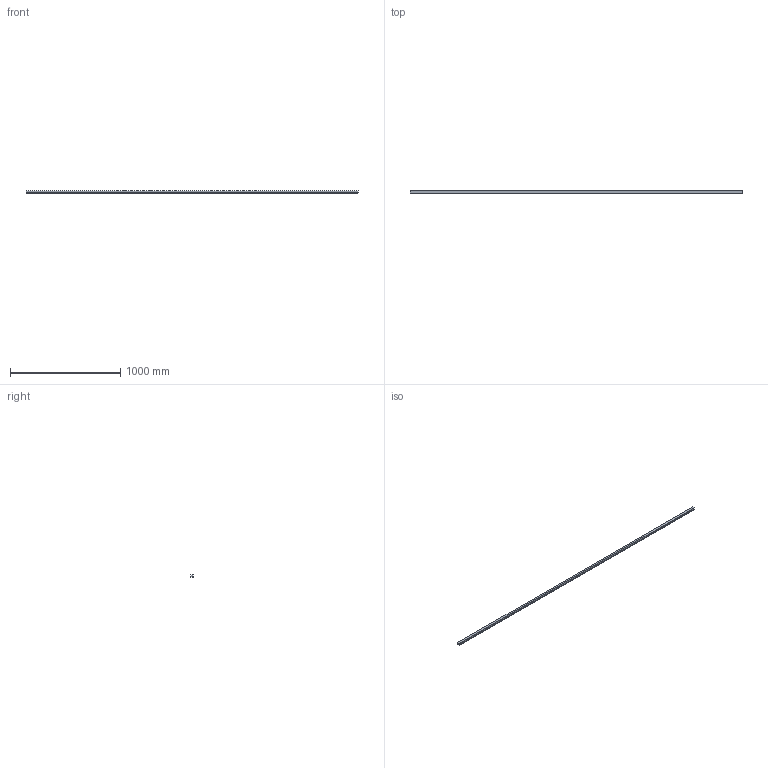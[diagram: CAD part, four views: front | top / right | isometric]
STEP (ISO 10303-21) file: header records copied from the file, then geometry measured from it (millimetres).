
FILE_DESCRIPTION(('STEP AP214'),'1');
FILE_NAME('146-020-030.stp','2017-10-09T07:40:09',('TraceParts'),('TraceParts S.A.'),'Spatial InterOp 3D',' ',' ');
FILE_SCHEMA(('automotive_design'));
Length unit declared in the file: millimetre
Products named in the file (1): 146-020-030
Bounding box: 3015.36 x 20 x 19.75 mm (x, y, z)
Volume: 1063264.1 mm3; surface area: 288048.8 mm2
Topology: 1 solids, 1 shells, 1926 faces, 5772 edges, 3848 vertices
Faces by surface type: plane 1926
Entity records: 78949 total; most frequent: CARTESIAN_POINT 11547, ORIENTED_EDGE 11544, DIRECTION 9626, EDGE_CURVE 5772, LINE 5772, VECTOR 5772, VERTEX_POINT 3848, STYLED_ITEM 1927
